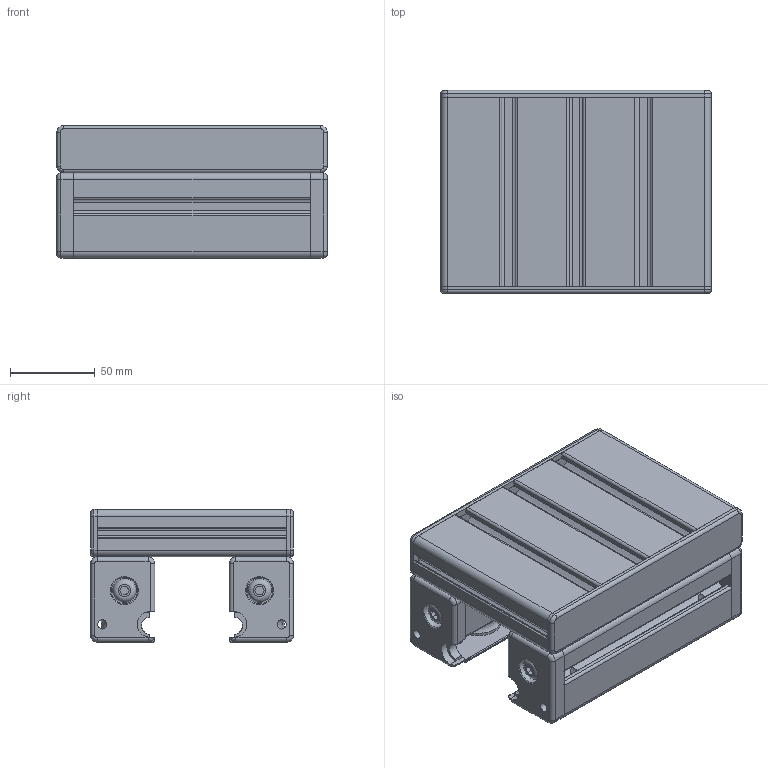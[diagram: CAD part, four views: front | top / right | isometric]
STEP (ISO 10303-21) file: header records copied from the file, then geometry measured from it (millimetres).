
FILE_DESCRIPTION(/* description */ ('KriTec Doppellager-Laufwagen 8 D10 40'),/* implementation_level */ '2;1');
FILE_NAME(/* name */ '13709_KriTec_Doppellager-Laufwagen_8_D10_40.stp',/* time_stamp */ '2022-09-09T11:06:00+02:00',/* author */ ('jendrek'),/* organization */ (''),/* preprocessor_version */ 'ST-DEVELOPER v17',/* originating_system */ 'Autodesk Inventor 2018',/* authorisation */ '');
FILE_SCHEMA (('AUTOMOTIVE_DESIGN { 1 0 10303 214 3 1 1 }'));
Length unit declared in the file: millimetre
Products named in the file (19): 13709; 10110-112; 11224; 11227; 13413; 11225; 13413_1; 11226; 11228_KriTec_Bolzen_8_D10_zentrisch; 11564; 11564_1; 11564_KriTec_Abstreif_und_Schmiersystem_10_einzeln_links; 11564_KriTec_Abstreif_und_Schmiersystem_10_einzeln_rechts; 10616; 11564_KriTec_Abstreif_und_Schmiersystem_10_Abstreifer; 11128; 11762; 11008; ISO 8734 - 5 x 32 - A
Assembly tree (41 placements, depth 3):
  13709
    10110-112
    11224
      11226  x2
      11227  x2
      13413
    11225
      13413_1
      11226  x2
      11228_KriTec_Bolzen_8_D10_zentrisch  x2
    11564
      11564_KriTec_Abstreif_und_Schmiersystem_10_einzeln_links
      11564_KriTec_Abstreif_und_Schmiersystem_10_einzeln_rechts
      10616  x2
      11564_KriTec_Abstreif_und_Schmiersystem_10_Abstreifer  x2
    11564_1
      11564_KriTec_Abstreif_und_Schmiersystem_10_einzeln_links
      11564_KriTec_Abstreif_und_Schmiersystem_10_einzeln_rechts
      10616  x2
      11564_KriTec_Abstreif_und_Schmiersystem_10_Abstreifer  x2
    11128  x2
    11762  x4
    11008  x4
    ISO 8734 - 5 x 32 - A  x4
Bounding box: 160 x 120 x 78.7 mm (x, y, z)
Volume: 741682.3 mm3; surface area: 287057.8 mm2
Topology: 37 solids, 37 shells, 939 faces, 2551 edges, 1724 vertices
Faces by surface type: plane 416, cylinder 401, cone 62, bspline 24, torus 20, sphere 16
Full cylindrical faces by diameter (mm): 2 x8, 4.917 x4, 5 x16, 5.3 x4, 5.4 x4, 5.5 x4, 6 x6, 6.647 x4, 6.8 x27, 7 x8, 8 x16, 9.5 x4, 13.5 x8, 14 x12, 15.5 x4, 27 x8
Entity records: 22025 total; most frequent: CARTESIAN_POINT 5368, DIRECTION 3450, ORIENTED_EDGE 3322, EDGE_CURVE 1661, AXIS2_PLACEMENT_3D 1297, VERTEX_POINT 1120, LINE 856, VECTOR 856
